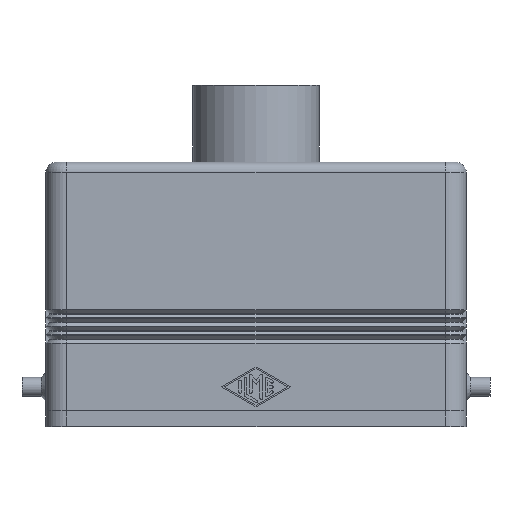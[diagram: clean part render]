
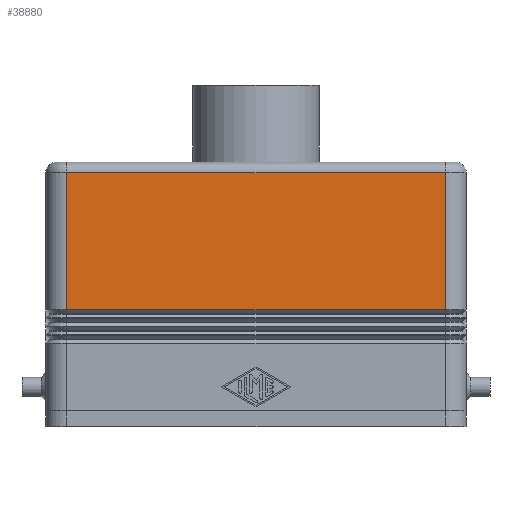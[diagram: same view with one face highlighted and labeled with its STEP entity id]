
A CAD part, front view. The second image highlights one B-rep face of the part: STEP entity #38880.
In plain terms, the highlighted planar face has unit normal (0, -1, 0).
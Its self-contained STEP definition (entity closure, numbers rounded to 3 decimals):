
#4270=CARTESIAN_POINT('',(-35.75,-14.7,48.));
#4280=DIRECTION('',(1.,0.,0.));
#4290=VECTOR('',#4280,71.5);
#4300=LINE('',#4270,#4290);
#4310=CARTESIAN_POINT('',(-35.75,-14.7,48.));
#4320=VERTEX_POINT('',#4310);
#4330=CARTESIAN_POINT('',(35.75,-14.7,48.));
#4340=VERTEX_POINT('',#4330);
#4350=EDGE_CURVE('',#4320,#4340,#4300,.T.);
#38440=CARTESIAN_POINT('',(35.75,-14.7,22.05));
#38450=VERTEX_POINT('',#38440);
#38480=CARTESIAN_POINT('',(35.75,-14.7,22.05));
#38490=DIRECTION('',(0.,0.,1.));
#38500=VECTOR('',#38490,25.95);
#38510=LINE('',#38480,#38500);
#38520=EDGE_CURVE('',#38450,#4340,#38510,.T.);
#38650=CARTESIAN_POINT('',(35.75,-14.7,0.));
#38660=DIRECTION('',(0.,-1.,0.));
#38670=DIRECTION('',(0.,0.,-1.));
#38680=AXIS2_PLACEMENT_3D('',#38650,#38660,#38670);
#38690=PLANE('',#38680);
#38700=ORIENTED_EDGE('',*,*,#38520,.T.);
#38710=CARTESIAN_POINT('',(35.75,-14.7,22.05));
#38720=DIRECTION('',(-1.,0.,0.));
#38730=VECTOR('',#38720,71.5);
#38740=LINE('',#38710,#38730);
#38750=CARTESIAN_POINT('',(-35.75,-14.7,22.05));
#38760=VERTEX_POINT('',#38750);
#38770=EDGE_CURVE('',#38450,#38760,#38740,.T.);
#38780=ORIENTED_EDGE('',*,*,#38770,.F.);
#38790=CARTESIAN_POINT('',(-35.75,-14.7,22.05));
#38800=DIRECTION('',(0.,0.,1.));
#38810=VECTOR('',#38800,25.95);
#38820=LINE('',#38790,#38810);
#38830=EDGE_CURVE('',#38760,#4320,#38820,.T.);
#38840=ORIENTED_EDGE('',*,*,#38830,.F.);
#38850=ORIENTED_EDGE('',*,*,#4350,.F.);
#38860=EDGE_LOOP('',(#38850,#38840,#38780,#38700));
#38870=FACE_OUTER_BOUND('',#38860,.T.);
#38880=ADVANCED_FACE('',(#38870),#38690,.T.);
